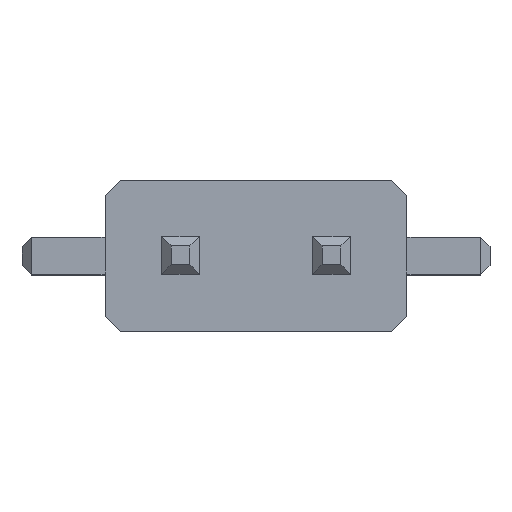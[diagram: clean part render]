
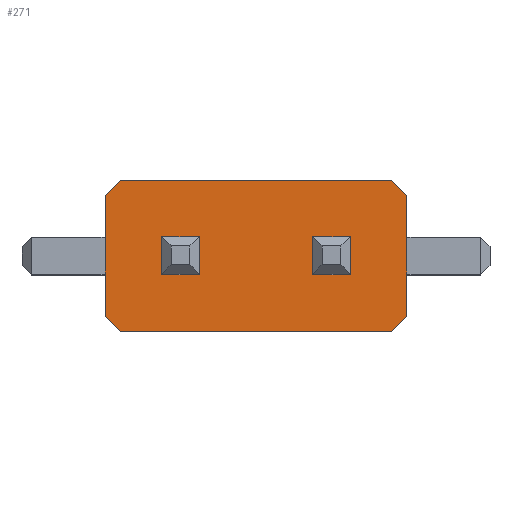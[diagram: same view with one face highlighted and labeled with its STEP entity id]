
A CAD part, top view. The second image highlights one B-rep face of the part: STEP entity #271.
In plain terms, the highlighted planar face has unit normal (0, 0, 1).
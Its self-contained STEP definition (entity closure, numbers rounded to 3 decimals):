
#24 = VERTEX_POINT('',#25);
#25 = CARTESIAN_POINT('',(-1.8,1.,2.));
#31 = EDGE_CURVE('',#24,#32,#34,.T.);
#32 = VERTEX_POINT('',#33);
#33 = CARTESIAN_POINT('',(-2.,0.8,2.));
#34 = LINE('',#35,#36);
#35 = CARTESIAN_POINT('',(-1.8,1.,2.));
#36 = VECTOR('',#37,1.);
#37 = DIRECTION('',(-0.707,-0.707,0.));
#64 = VERTEX_POINT('',#65);
#65 = CARTESIAN_POINT('',(1.8,1.,2.));
#71 = EDGE_CURVE('',#64,#24,#72,.T.);
#72 = LINE('',#73,#74);
#73 = CARTESIAN_POINT('',(1.8,1.,2.));
#74 = VECTOR('',#75,1.);
#75 = DIRECTION('',(-1.,0.,0.));
#93 = EDGE_CURVE('',#32,#94,#96,.T.);
#94 = VERTEX_POINT('',#95);
#95 = CARTESIAN_POINT('',(-2.,-0.8,2.));
#96 = LINE('',#97,#98);
#97 = CARTESIAN_POINT('',(-2.,0.8,2.));
#98 = VECTOR('',#99,1.);
#99 = DIRECTION('',(0.,-1.,0.));
#271 = ADVANCED_FACE('',(#272,#315,#349),#383,.F.);
#272 = FACE_BOUND('',#273,.F.);
#273 = EDGE_LOOP('',(#274,#275,#276,#284,#292,#300,#308,#314));
#274 = ORIENTED_EDGE('',*,*,#31,.F.);
#275 = ORIENTED_EDGE('',*,*,#71,.F.);
#276 = ORIENTED_EDGE('',*,*,#277,.F.);
#277 = EDGE_CURVE('',#278,#64,#280,.T.);
#278 = VERTEX_POINT('',#279);
#279 = CARTESIAN_POINT('',(2.,0.8,2.));
#280 = LINE('',#281,#282);
#281 = CARTESIAN_POINT('',(2.,0.8,2.));
#282 = VECTOR('',#283,1.);
#283 = DIRECTION('',(-0.707,0.707,0.));
#284 = ORIENTED_EDGE('',*,*,#285,.F.);
#285 = EDGE_CURVE('',#286,#278,#288,.T.);
#286 = VERTEX_POINT('',#287);
#287 = CARTESIAN_POINT('',(2.,-0.8,2.));
#288 = LINE('',#289,#290);
#289 = CARTESIAN_POINT('',(2.,-0.8,2.));
#290 = VECTOR('',#291,1.);
#291 = DIRECTION('',(0.,1.,0.));
#292 = ORIENTED_EDGE('',*,*,#293,.F.);
#293 = EDGE_CURVE('',#294,#286,#296,.T.);
#294 = VERTEX_POINT('',#295);
#295 = CARTESIAN_POINT('',(1.8,-1.,2.));
#296 = LINE('',#297,#298);
#297 = CARTESIAN_POINT('',(1.8,-1.,2.));
#298 = VECTOR('',#299,1.);
#299 = DIRECTION('',(0.707,0.707,0.));
#300 = ORIENTED_EDGE('',*,*,#301,.F.);
#301 = EDGE_CURVE('',#302,#294,#304,.T.);
#302 = VERTEX_POINT('',#303);
#303 = CARTESIAN_POINT('',(-1.8,-1.,2.));
#304 = LINE('',#305,#306);
#305 = CARTESIAN_POINT('',(-1.8,-1.,2.));
#306 = VECTOR('',#307,1.);
#307 = DIRECTION('',(1.,0.,0.));
#308 = ORIENTED_EDGE('',*,*,#309,.F.);
#309 = EDGE_CURVE('',#94,#302,#310,.T.);
#310 = LINE('',#311,#312);
#311 = CARTESIAN_POINT('',(-2.,-0.8,2.));
#312 = VECTOR('',#313,1.);
#313 = DIRECTION('',(0.707,-0.707,0.));
#314 = ORIENTED_EDGE('',*,*,#93,.F.);
#315 = FACE_BOUND('',#316,.F.);
#316 = EDGE_LOOP('',(#317,#327,#335,#343));
#317 = ORIENTED_EDGE('',*,*,#318,.T.);
#318 = EDGE_CURVE('',#319,#321,#323,.T.);
#319 = VERTEX_POINT('',#320);
#320 = CARTESIAN_POINT('',(-1.25,0.25,2.));
#321 = VERTEX_POINT('',#322);
#322 = CARTESIAN_POINT('',(-1.25,-0.25,2.));
#323 = LINE('',#324,#325);
#324 = CARTESIAN_POINT('',(-1.25,0.625,2.));
#325 = VECTOR('',#326,1.);
#326 = DIRECTION('',(0.,-1.,0.));
#327 = ORIENTED_EDGE('',*,*,#328,.T.);
#328 = EDGE_CURVE('',#321,#329,#331,.T.);
#329 = VERTEX_POINT('',#330);
#330 = CARTESIAN_POINT('',(-0.75,-0.25,2.));
#331 = LINE('',#332,#333);
#332 = CARTESIAN_POINT('',(-1.275,-0.25,2.));
#333 = VECTOR('',#334,1.);
#334 = DIRECTION('',(1.,0.,0.));
#335 = ORIENTED_EDGE('',*,*,#336,.T.);
#336 = EDGE_CURVE('',#329,#337,#339,.T.);
#337 = VERTEX_POINT('',#338);
#338 = CARTESIAN_POINT('',(-0.75,0.25,2.));
#339 = LINE('',#340,#341);
#340 = CARTESIAN_POINT('',(-0.75,0.625,2.));
#341 = VECTOR('',#342,1.);
#342 = DIRECTION('',(0.,1.,0.));
#343 = ORIENTED_EDGE('',*,*,#344,.F.);
#344 = EDGE_CURVE('',#319,#337,#345,.T.);
#345 = LINE('',#346,#347);
#346 = CARTESIAN_POINT('',(-1.275,0.25,2.));
#347 = VECTOR('',#348,1.);
#348 = DIRECTION('',(1.,0.,0.));
#349 = FACE_BOUND('',#350,.F.);
#350 = EDGE_LOOP('',(#351,#361,#369,#377));
#351 = ORIENTED_EDGE('',*,*,#352,.F.);
#352 = EDGE_CURVE('',#353,#355,#357,.T.);
#353 = VERTEX_POINT('',#354);
#354 = CARTESIAN_POINT('',(1.25,0.25,2.));
#355 = VERTEX_POINT('',#356);
#356 = CARTESIAN_POINT('',(1.25,-0.25,2.));
#357 = LINE('',#358,#359);
#358 = CARTESIAN_POINT('',(1.25,0.625,2.));
#359 = VECTOR('',#360,1.);
#360 = DIRECTION('',(0.,-1.,0.));
#361 = ORIENTED_EDGE('',*,*,#362,.T.);
#362 = EDGE_CURVE('',#353,#363,#365,.T.);
#363 = VERTEX_POINT('',#364);
#364 = CARTESIAN_POINT('',(0.75,0.25,2.));
#365 = LINE('',#366,#367);
#366 = CARTESIAN_POINT('',(-0.525,0.25,2.));
#367 = VECTOR('',#368,1.);
#368 = DIRECTION('',(-1.,-0.,-0.));
#369 = ORIENTED_EDGE('',*,*,#370,.F.);
#370 = EDGE_CURVE('',#371,#363,#373,.T.);
#371 = VERTEX_POINT('',#372);
#372 = CARTESIAN_POINT('',(0.75,-0.25,2.));
#373 = LINE('',#374,#375);
#374 = CARTESIAN_POINT('',(0.75,0.625,2.));
#375 = VECTOR('',#376,1.);
#376 = DIRECTION('',(0.,1.,0.));
#377 = ORIENTED_EDGE('',*,*,#378,.F.);
#378 = EDGE_CURVE('',#355,#371,#379,.T.);
#379 = LINE('',#380,#381);
#380 = CARTESIAN_POINT('',(-0.525,-0.25,2.));
#381 = VECTOR('',#382,1.);
#382 = DIRECTION('',(-1.,-0.,-0.));
#383 = PLANE('',#384);
#384 = AXIS2_PLACEMENT_3D('',#385,#386,#387);
#385 = CARTESIAN_POINT('',(-1.8,1.,2.));
#386 = DIRECTION('',(0.,0.,-1.));
#387 = DIRECTION('',(-1.,0.,0.));
